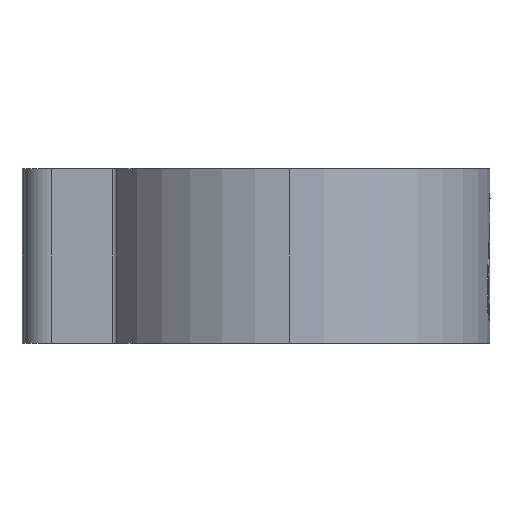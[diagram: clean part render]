
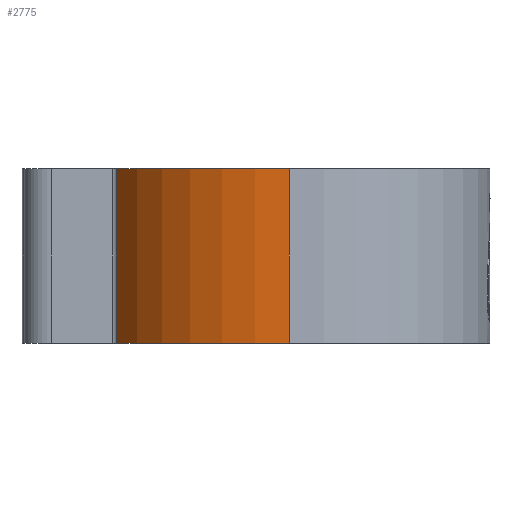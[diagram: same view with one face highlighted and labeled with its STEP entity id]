
A CAD part, left-side view. The second image highlights one B-rep face of the part: STEP entity #2775.
In plain terms, the highlighted cylindrical face has radius 8.05 mm (diameter 16.1 mm), a partial arc.
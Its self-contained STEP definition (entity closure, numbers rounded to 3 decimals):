
#139 = DIRECTION ( 'NONE',  ( 1., 0., 0. ) ) ;
#191 = DIRECTION ( 'NONE',  ( 1., 0., 0. ) ) ;
#398 = EDGE_CURVE ( 'NONE', #2687, #3249, #4369, .T. ) ;
#536 = DIRECTION ( 'NONE',  ( 0., 0., -1. ) ) ;
#657 = DIRECTION ( 'NONE',  ( 0., 0., 1. ) ) ;
#731 = EDGE_CURVE ( 'NONE', #3263, #3249, #4574, .T. ) ;
#793 = CIRCLE ( 'NONE', #2472, 8.05 ) ;
#811 = CARTESIAN_POINT ( 'NONE',  ( -4.098, 6.929, 3.5 ) ) ;
#830 = DIRECTION ( 'NONE',  ( -1., 0., 0. ) ) ;
#1187 = LINE ( 'NONE', #811, #2486 ) ;
#1188 = CARTESIAN_POINT ( 'NONE',  ( -4.098, 6.929, 3.5 ) ) ;
#1893 = VERTEX_POINT ( 'NONE', #1188 ) ;
#2138 = AXIS2_PLACEMENT_3D ( 'NONE', #3453, #4168, #191 ) ;
#2472 = AXIS2_PLACEMENT_3D ( 'NONE', #4647, #657, #139 ) ;
#2484 = EDGE_CURVE ( 'NONE', #1893, #2687, #793, .T. ) ;
#2486 = VECTOR ( 'NONE', #3310, 1000. ) ;
#2687 = VERTEX_POINT ( 'NONE', #2962 ) ;
#2731 = ORIENTED_EDGE ( 'NONE', *, *, #731, .T. ) ;
#2775 = ADVANCED_FACE ( 'NONE', ( #3728 ), #2918, .T. ) ;
#2776 = CARTESIAN_POINT ( 'NONE',  ( -8.05, 0., -3.5 ) ) ;
#2860 = ORIENTED_EDGE ( 'NONE', *, *, #2484, .F. ) ;
#2918 = CYLINDRICAL_SURFACE ( 'NONE', #3160, 8.05 ) ;
#2962 = CARTESIAN_POINT ( 'NONE',  ( -8.05, 0., 3.5 ) ) ;
#3125 = CARTESIAN_POINT ( 'NONE',  ( -4.098, 6.929, -3.5 ) ) ;
#3160 = AXIS2_PLACEMENT_3D ( 'NONE', #4433, #536, #830 ) ;
#3249 = VERTEX_POINT ( 'NONE', #2776 ) ;
#3263 = VERTEX_POINT ( 'NONE', #3125 ) ;
#3310 = DIRECTION ( 'NONE',  ( 0., 0., -1. ) ) ;
#3453 = CARTESIAN_POINT ( 'NONE',  ( 0., 0., -3.5 ) ) ;
#3509 = DIRECTION ( 'NONE',  ( 0., 0., -1. ) ) ;
#3726 = VECTOR ( 'NONE', #3509, 1000. ) ;
#3728 = FACE_OUTER_BOUND ( 'NONE', #3735, .T. ) ;
#3735 = EDGE_LOOP ( 'NONE', ( #4363, #2860, #4821, #2731 ) ) ;
#3909 = CARTESIAN_POINT ( 'NONE',  ( -8.05, 0., 3.5 ) ) ;
#4168 = DIRECTION ( 'NONE',  ( 0., 0., 1. ) ) ;
#4363 = ORIENTED_EDGE ( 'NONE', *, *, #398, .F. ) ;
#4369 = LINE ( 'NONE', #3909, #3726 ) ;
#4433 = CARTESIAN_POINT ( 'NONE',  ( 0., 0., 3.5 ) ) ;
#4574 = CIRCLE ( 'NONE', #2138, 8.05 ) ;
#4635 = EDGE_CURVE ( 'NONE', #1893, #3263, #1187, .T. ) ;
#4647 = CARTESIAN_POINT ( 'NONE',  ( 0., 0., 3.5 ) ) ;
#4821 = ORIENTED_EDGE ( 'NONE', *, *, #4635, .T. ) ;
